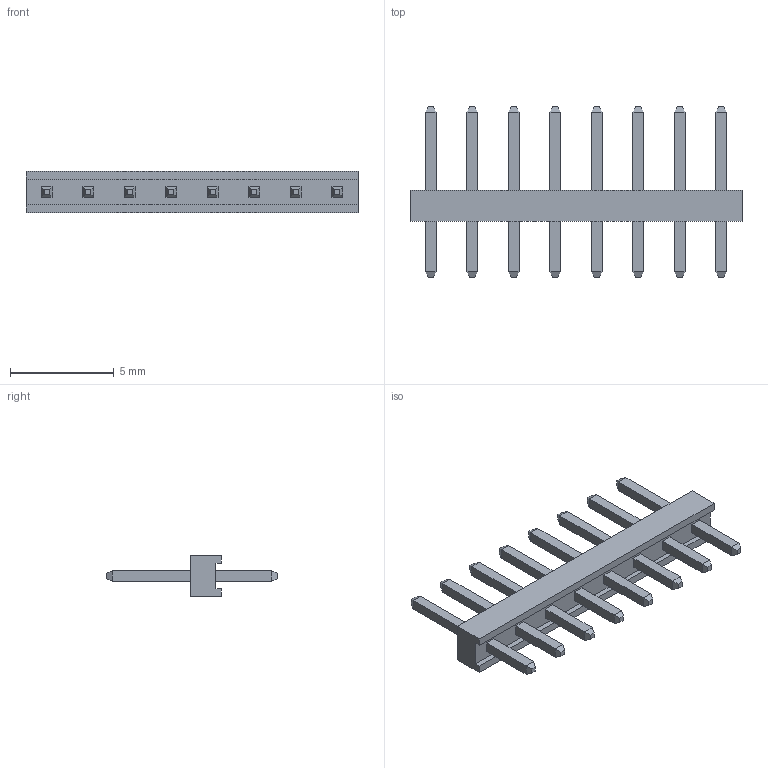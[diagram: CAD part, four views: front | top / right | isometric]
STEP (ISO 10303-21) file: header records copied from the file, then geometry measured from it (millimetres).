
FILE_DESCRIPTION (( 'STEP AP214' ), '1' );
FILE_NAME ('TMM-108-03-x-S.STEP', '2022-07-29T17:52:18', ( '' ), ( '' ), 'SwSTEP 2.0', 'SolidWorks 2018', '' );
FILE_SCHEMA (( 'AUTOMOTIVE_DESIGN' ));
Length unit declared in the file: millimetre
Products named in the file (4): TMM-108-03-x-S; TMM_108_03_L_S_5; TMM_108_03_L_S_3; TMM_108_03_L_S_7
Assembly tree (3 placements, depth 2):
  TMM-108-03-x-S
    TMM_108_03_L_S_3
    TMM_108_03_L_S_5
    TMM_108_03_L_S_7
Bounding box: 16 x 8.2 x 1.98 mm (x, y, z)
Volume: 62.2 mm3; surface area: 334.3 mm2
Topology: 3 solids, 3 shells, 196 faces, 464 edges, 288 vertices
Faces by surface type: plane 196
Entity records: 5622 total; most frequent: CARTESIAN_POINT 954, ORIENTED_EDGE 928, DIRECTION 868, EDGE_CURVE 464, VECTOR 464, LINE 464, VERTEX_POINT 288, EDGE_LOOP 226
